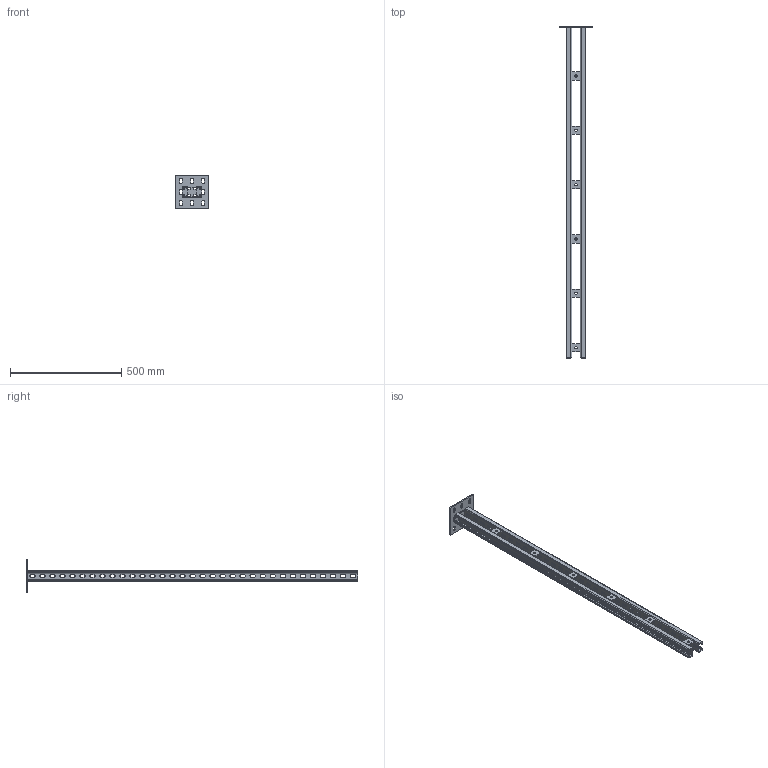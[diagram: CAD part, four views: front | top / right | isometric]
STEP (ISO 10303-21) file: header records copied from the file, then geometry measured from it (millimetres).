
FILE_DESCRIPTION (( 'STEP AP203' ), '1' );
FILE_NAME ('10-02-1430.STEP', '2013-05-02T11:47:25', ( 'asennus' ), ( '' ), 'SwSTEP 2.0', 'SolidWorks 2013', '' );
FILE_SCHEMA (( 'CONFIG_CONTROL_DESIGN' ));
Length unit declared in the file: millimetre
Products named in the file (1): 10-02-1430
Bounding box: 149 x 1491 x 149 mm (x, y, z)
Volume: 824106 mm3; surface area: 773940.5 mm2
Topology: 15 solids, 15 shells, 604 faces, 1626 edges, 1052 vertices
Faces by surface type: plane 318, cylinder 286
Entity records: 19379 total; most frequent: DIRECTION 3408, CARTESIAN_POINT 3283, ORIENTED_EDGE 3252, EDGE_CURVE 1626, AXIS2_PLACEMENT_3D 1177, VECTOR 1054, LINE 1054, VERTEX_POINT 1052
